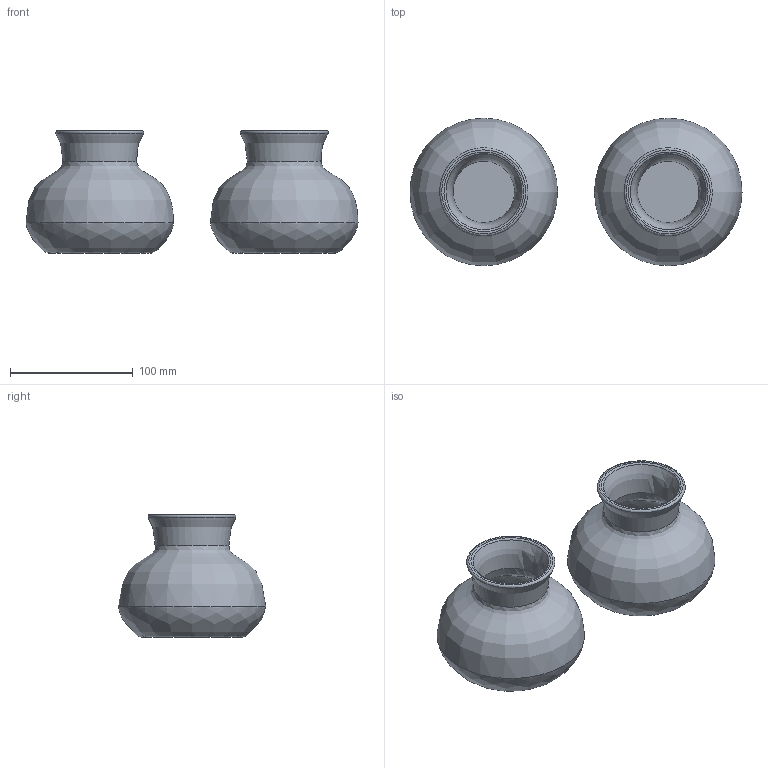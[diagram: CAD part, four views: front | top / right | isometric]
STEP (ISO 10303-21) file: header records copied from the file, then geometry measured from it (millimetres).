
FILE_DESCRIPTION(('Open CASCADE Model'),'2;1');
FILE_NAME('Open CASCADE Shape Model','2023-10-24T22:44:55',('Author'),( 'Open CASCADE'),'Open CASCADE STEP processor 7.6','Open CASCADE 7.6' ,'Unknown');
FILE_SCHEMA(('AUTOMOTIVE_DESIGN { 1 0 10303 214 1 1 1 1 }'));
Length unit declared in the file: millimetre
Products named in the file (2): Open CASCADE STEP translator 7.6 1; Open CASCADE STEP translator 7.6 2
Bounding box: 270 x 120 x 100 mm (x, y, z)
Volume: 372914.5 mm3; surface area: 150972.4 mm2
Topology: 2 solids, 2 shells, 22 faces, 36 edges, 20 vertices
Faces by surface type: revolution 6, plane 6, offset 6, bspline 4
Entity records: 2998 total; most frequent: CARTESIAN_POINT 2281, DIRECTION 100, ORIENTED_EDGE 72, PCURVE 72, DEFINITIONAL_REPRESENTATION 72, LINE 56, VECTOR 56, EDGE_CURVE 36
